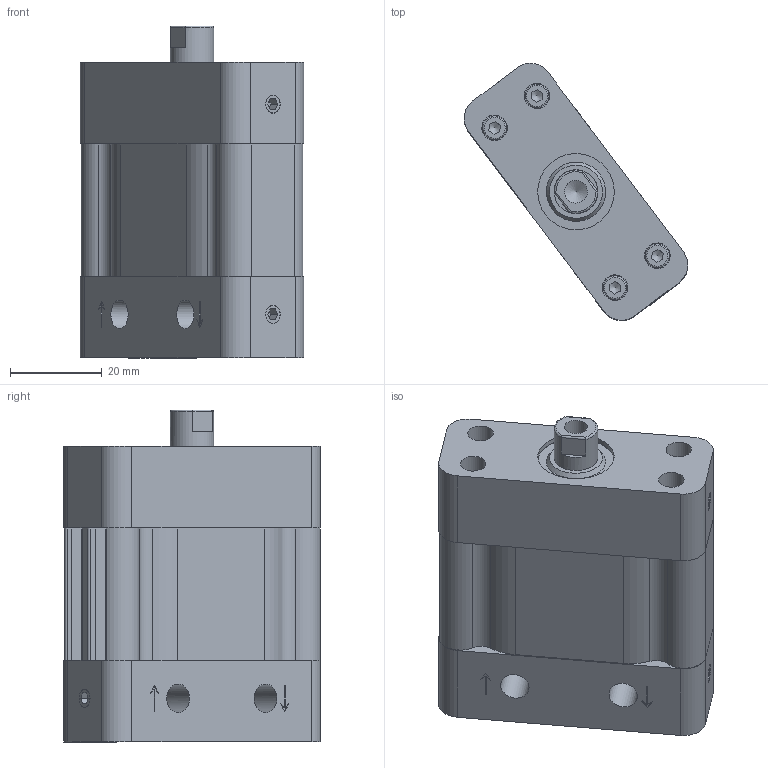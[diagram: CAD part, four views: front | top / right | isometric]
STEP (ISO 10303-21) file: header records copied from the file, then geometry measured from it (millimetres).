
FILE_DESCRIPTION(/* description */ (''),/* implementation_level */ '2;1');
FILE_NAME(/* name */ '2025-02AB-01.00 OVLPRO-025 FEMALE ROD SIDE PORTED.stp',/* time_stamp */ '2018-06-21T10:08:26-05:00',/* author */ ('ZachH'),/* organization */ (''),/* preprocessor_version */ 'ST-DEVELOPER v16.5',/* originating_system */ 'Autodesk Inventor 2017',/* authorisation */ '');
FILE_SCHEMA (('AUTOMOTIVE_DESIGN { 1 0 10303 214 3 1 1 }'));
Length unit declared in the file: inch
Products named in the file (14): 2025-02AB-01.00 OVLPRO-025 FEMALE ROD SIDE PORTED; 2025-4000 OVLPRO-025 EXTRUSION TEST-3; 2025-4001 HEAD PRIMARY OVLPRO-025 TEST-3; 2025-4002 OVLPRO-025 END CAP; ANSI B18.3 - No. 5 - 40 UNC - 5/8 HS HCS; 2025-4004 OVLPRO-025 CUSHION TUBE; 2025-4003 OVLPRO-025 PISTON; 2025-4013 OVLPRO-025 ROD FEMALE; WASHER OVLPRO-025 ROD .25 X .500; NUT NYLON JAM .312-24; 2025-1008 BEARING BRONZE OVLPRO-025; 2025-1002 SEAL - WIPER OVLPRO-025; O-RING -010 RADIAL SQUEEZE; ANSI B18.3 - 10-32 UNF x 0.19
Assembly tree (23 placements, depth 2):
  2025-02AB-01.00 OVLPRO-025 FEMALE ROD SIDE PORTED
    2025-4000 OVLPRO-025 EXTRUSION TEST-3
    2025-4001 HEAD PRIMARY OVLPRO-025 TEST-3
    2025-4002 OVLPRO-025 END CAP
    ANSI B18.3 - No. 5 - 40 UNC - 5/8 HS HCS  x8
    2025-4004 OVLPRO-025 CUSHION TUBE  x2
    2025-4003 OVLPRO-025 PISTON
    2025-4013 OVLPRO-025 ROD FEMALE
    WASHER OVLPRO-025 ROD .25 X .500
    NUT NYLON JAM .312-24
    2025-1008 BEARING BRONZE OVLPRO-025
    2025-1002 SEAL - WIPER OVLPRO-025
    ANSI B18.3 - 10-32 UNF x 0.19  x3
    O-RING -010 RADIAL SQUEEZE
Bounding box: 48.78 x 56.09 x 72.47 mm (x, y, z)
Volume: 68964 mm3; surface area: 39145.6 mm2
Topology: 23 solids, 23 shells, 473 faces, 1063 edges, 682 vertices
Faces by surface type: plane 238, cylinder 143, torus 47, cone 45
Full cylindrical faces by diameter (mm): 1.524 x2, 3.048 x2, 3.175 x10, 3.581 x9, 3.962 x3, 4.826 x3, 4.978 x1, 5.004 x2, 5.207 x8, 5.359 x6, 5.367 x1, 5.563 x10, 5.613 x1, 6.248 x2, 6.35 x3, 6.502 x2, 6.528 x1, 6.883 x1, 6.909 x1, 7.01 x2, 7.137 x1, 7.805 x1, 8.92 x1, 9.042 x2, 9.5 x2, 9.576 x1, 9.601 x1, 9.652 x1, 9.931 x1, 10.036 x1
Entity records: 9838 total; most frequent: CARTESIAN_POINT 2051, DIRECTION 1610, ORIENTED_EDGE 1280, AXIS2_PLACEMENT_3D 657, EDGE_CURVE 640, EDGE_LOOP 534, VERTEX_POINT 478, FACE_OUTER_BOUND 335
